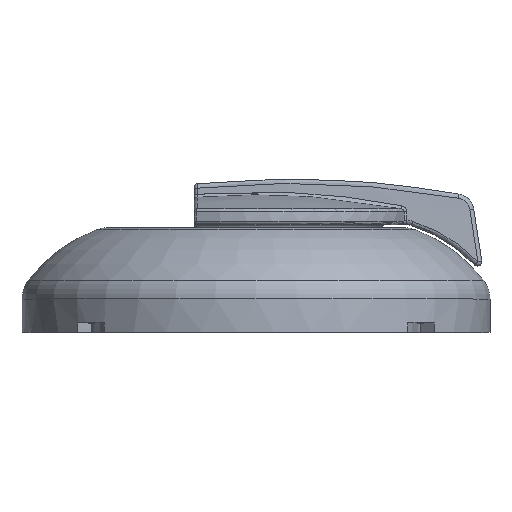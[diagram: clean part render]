
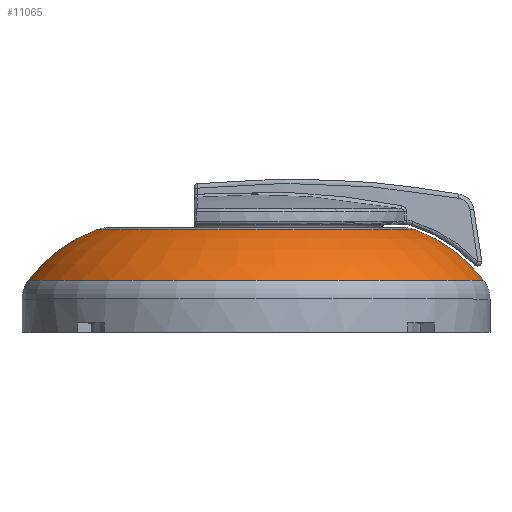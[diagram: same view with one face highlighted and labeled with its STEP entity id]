
A CAD part, top view. The second image highlights one B-rep face of the part: STEP entity #11065.
In plain terms, the highlighted toroidal (fillet/blend) face has major radius 17.101 mm and minor radius 25 mm.
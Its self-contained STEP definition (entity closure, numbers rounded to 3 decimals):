
#51 = CARTESIAN_POINT ( 'NONE',  ( 0., 16.68, 0. ) ) ;
#115 = ORIENTED_EDGE ( 'NONE', *, *, #13139, .T. ) ;
#121 = CARTESIAN_POINT ( 'NONE',  ( 0., -6.719, -17.101 ) ) ;
#352 = CARTESIAN_POINT ( 'NONE',  ( 0., 8.447, 36.975 ) ) ;
#2388 = VERTEX_POINT ( 'NONE', #5711 ) ;
#2555 = ORIENTED_EDGE ( 'NONE', *, *, #5300, .T. ) ;
#3345 = VERTEX_POINT ( 'NONE', #352 ) ;
#4396 = CARTESIAN_POINT ( 'NONE',  ( 0., -6.719, 17.101 ) ) ;
#4401 = AXIS2_PLACEMENT_3D ( 'NONE', #4396, #5882, #5611 ) ;
#5300 = EDGE_CURVE ( 'NONE', #14245, #3345, #6031, .T. ) ;
#5569 = EDGE_CURVE ( 'NONE', #3345, #2388, #6587, .T. ) ;
#5611 = DIRECTION ( 'NONE',  ( 0., 0., -1. ) ) ;
#5684 = CARTESIAN_POINT ( 'NONE',  ( 0., 8.447, 0. ) ) ;
#5711 = CARTESIAN_POINT ( 'NONE',  ( 0., 8.447, -36.975 ) ) ;
#5882 = DIRECTION ( 'NONE',  ( 1., 0., 0. ) ) ;
#6031 = CIRCLE ( 'NONE', #4401, 25. ) ;
#6587 = CIRCLE ( 'NONE', #10250, 36.975 ) ;
#6875 = DIRECTION ( 'NONE',  ( 0., 0., -1. ) ) ;
#7147 = ORIENTED_EDGE ( 'NONE', *, *, #5569, .T. ) ;
#7321 = DIRECTION ( 'NONE',  ( 0., 0., -1. ) ) ;
#7938 = CARTESIAN_POINT ( 'NONE',  ( 0., 16.68, -25.903 ) ) ;
#7979 = CARTESIAN_POINT ( 'NONE',  ( 0., -6.719, 0. ) ) ;
#8166 = AXIS2_PLACEMENT_3D ( 'NONE', #121, #9989, #11290 ) ;
#8677 = CARTESIAN_POINT ( 'NONE',  ( 0., 16.68, 25.903 ) ) ;
#9276 = DIRECTION ( 'NONE',  ( 0., -1., 0. ) ) ;
#9989 = DIRECTION ( 'NONE',  ( -1., 0., 0. ) ) ;
#10250 = AXIS2_PLACEMENT_3D ( 'NONE', #5684, #14387, #14226 ) ;
#10562 = TOROIDAL_SURFACE ( 'NONE', #15310, 17.101, 25. ) ;
#10632 = VERTEX_POINT ( 'NONE', #7938 ) ;
#11065 = ADVANCED_FACE ( 'NONE', ( #13042 ), #10562, .T. ) ;
#11290 = DIRECTION ( 'NONE',  ( 0., 0., 1. ) ) ;
#13042 = FACE_OUTER_BOUND ( 'NONE', #15829, .T. ) ;
#13139 = EDGE_CURVE ( 'NONE', #10632, #14245, #15898, .T. ) ;
#13844 = CIRCLE ( 'NONE', #8166, 25. ) ;
#13891 = ORIENTED_EDGE ( 'NONE', *, *, #15502, .F. ) ;
#14226 = DIRECTION ( 'NONE',  ( 0., 0., -1. ) ) ;
#14245 = VERTEX_POINT ( 'NONE', #8677 ) ;
#14303 = AXIS2_PLACEMENT_3D ( 'NONE', #51, #14848, #7321 ) ;
#14387 = DIRECTION ( 'NONE',  ( 0., 1., 0. ) ) ;
#14848 = DIRECTION ( 'NONE',  ( 0., -1., 0. ) ) ;
#15310 = AXIS2_PLACEMENT_3D ( 'NONE', #7979, #9276, #6875 ) ;
#15502 = EDGE_CURVE ( 'NONE', #10632, #2388, #13844, .T. ) ;
#15829 = EDGE_LOOP ( 'NONE', ( #115, #2555, #7147, #13891 ) ) ;
#15898 = CIRCLE ( 'NONE', #14303, 25.903 ) ;
